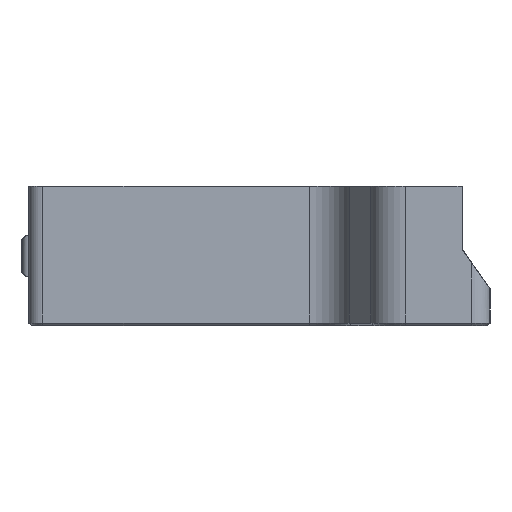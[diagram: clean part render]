
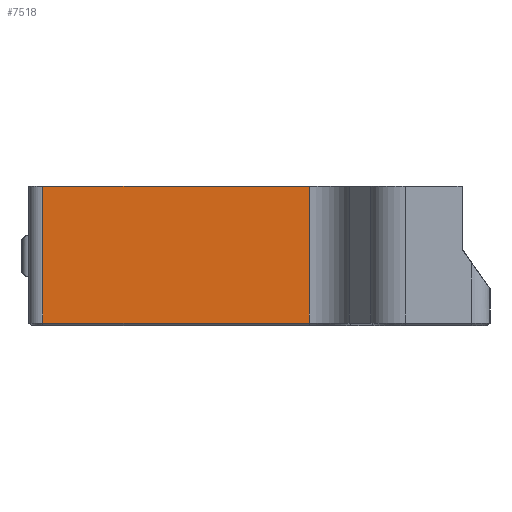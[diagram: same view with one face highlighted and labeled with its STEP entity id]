
A CAD part, left-side view. The second image highlights one B-rep face of the part: STEP entity #7518.
In plain terms, the highlighted planar face has unit normal (-1, 0, 0).
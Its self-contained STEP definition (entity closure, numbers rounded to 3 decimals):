
#687=FACE_OUTER_BOUND('',#1112,.T.);
#1112=EDGE_LOOP('',(#6168,#6169,#6170,#6171));
#1334=LINE('',#10634,#2184);
#1860=LINE('',#11936,#2710);
#1861=LINE('',#11939,#2711);
#1862=LINE('',#11940,#2712);
#2184=VECTOR('',#8442,10.);
#2710=VECTOR('',#9722,10.);
#2711=VECTOR('',#9725,10.);
#2712=VECTOR('',#9726,10.);
#3039=VERTEX_POINT('',#10626);
#3041=VERTEX_POINT('',#10632);
#3440=VERTEX_POINT('',#11934);
#3441=VERTEX_POINT('',#11938);
#3758=EDGE_CURVE('',#3041,#3039,#1334,.T.);
#4410=EDGE_CURVE('',#3041,#3440,#1860,.T.);
#4411=EDGE_CURVE('',#3441,#3440,#1861,.T.);
#4412=EDGE_CURVE('',#3039,#3441,#1862,.T.);
#6168=ORIENTED_EDGE('',*,*,#3758,.F.);
#6169=ORIENTED_EDGE('',*,*,#4410,.T.);
#6170=ORIENTED_EDGE('',*,*,#4411,.F.);
#6171=ORIENTED_EDGE('',*,*,#4412,.F.);
#7171=PLANE('',#8067);
#7518=ADVANCED_FACE('',(#687),#7171,.T.);
#8067=AXIS2_PLACEMENT_3D('',#11937,#9723,#9724);
#8442=DIRECTION('',(0.,1.,0.));
#9722=DIRECTION('',(0.,0.,1.));
#9723=DIRECTION('center_axis',(-1.,0.,0.));
#9724=DIRECTION('ref_axis',(0.,1.,0.));
#9725=DIRECTION('',(0.,-1.,0.));
#9726=DIRECTION('',(0.,0.,1.));
#10626=CARTESIAN_POINT('',(-187.4,30.5,-9.6));
#10632=CARTESIAN_POINT('',(-187.4,-7.602,-9.6));
#10634=CARTESIAN_POINT('',(-187.4,14.106,-9.6));
#11934=CARTESIAN_POINT('',(-187.4,-7.602,10.));
#11936=CARTESIAN_POINT('',(-187.4,-7.602,8.));
#11937=CARTESIAN_POINT('Origin',(-187.4,30.5,-11.));
#11938=CARTESIAN_POINT('',(-187.4,30.5,10.));
#11939=CARTESIAN_POINT('',(-187.4,15.25,10.));
#11940=CARTESIAN_POINT('',(-187.4,30.5,8.));
